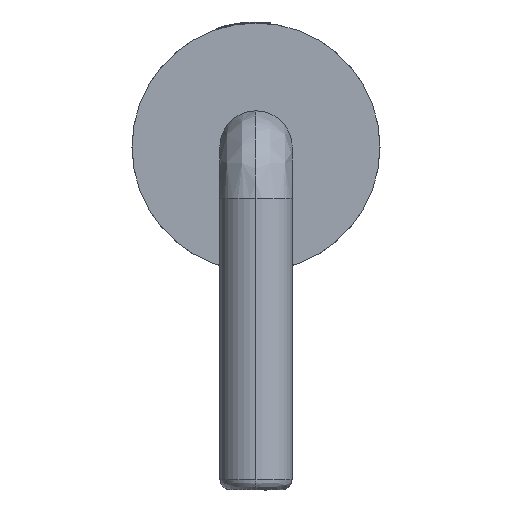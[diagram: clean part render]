
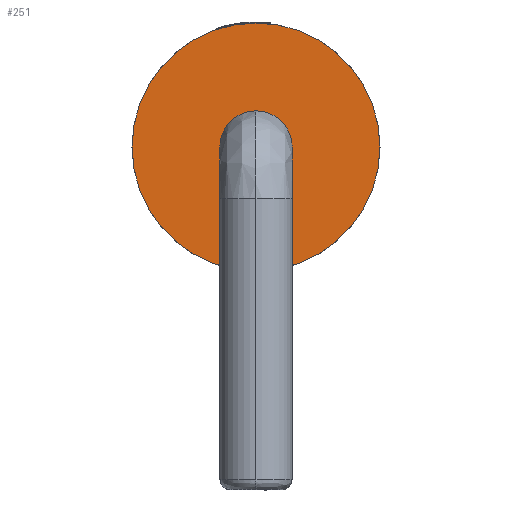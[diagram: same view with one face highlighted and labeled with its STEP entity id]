
A CAD part, left-side view. The second image highlights one B-rep face of the part: STEP entity #251.
In plain terms, the highlighted planar face has unit normal (-1, 0, 0).
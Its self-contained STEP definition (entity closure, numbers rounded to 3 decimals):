
#60 = VERTEX_POINT ( 'NONE', #2117 ) ;
#251 = ADVANCED_FACE ( 'NONE', ( #6379, #6437 ), #3194, .F. ) ;
#583 = DIRECTION ( 'NONE',  ( -1., 0., 0. ) ) ;
#649 = EDGE_LOOP ( 'NONE', ( #3429, #3381 ) ) ;
#940 = DIRECTION ( 'NONE',  ( 0., 0., 1. ) ) ;
#946 = DIRECTION ( 'NONE',  ( -1., 0., 0. ) ) ;
#956 = CARTESIAN_POINT ( 'NONE',  ( -2.5, 0., 1.32 ) ) ;
#1079 = DIRECTION ( 'NONE',  ( 1., 0., 0. ) ) ;
#1252 = DIRECTION ( 'NONE',  ( 0., 0., -1. ) ) ;
#1272 = DIRECTION ( 'NONE',  ( 1., 0., 0. ) ) ;
#1276 = CARTESIAN_POINT ( 'NONE',  ( -2.5, 0., 1.32 ) ) ;
#1349 = VERTEX_POINT ( 'NONE', #2355 ) ;
#1527 = CARTESIAN_POINT ( 'NONE',  ( -2.5, 0., 2.52 ) ) ;
#1722 = EDGE_CURVE ( 'NONE', #60, #6579, #4642, .T. ) ;
#1925 = EDGE_CURVE ( 'NONE', #1349, #5496, #4518, .T. ) ;
#2117 = CARTESIAN_POINT ( 'NONE',  ( -2.5, 0., 0.12 ) ) ;
#2355 = CARTESIAN_POINT ( 'NONE',  ( -2.5, 0., 1.67 ) ) ;
#2627 = AXIS2_PLACEMENT_3D ( 'NONE', #4161, #1079, #4738 ) ;
#2656 = DIRECTION ( 'NONE',  ( 0., 0., -1. ) ) ;
#2754 = AXIS2_PLACEMENT_3D ( 'NONE', #3583, #583, #4139 ) ;
#2824 = EDGE_CURVE ( 'NONE', #5496, #1349, #4247, .T. ) ;
#2917 = EDGE_CURVE ( 'NONE', #6579, #60, #4162, .T. ) ;
#2958 = DIRECTION ( 'NONE',  ( 1., 0., 0. ) ) ;
#2983 = CARTESIAN_POINT ( 'NONE',  ( -2.5, 0., 1.32 ) ) ;
#3120 = ORIENTED_EDGE ( 'NONE', *, *, #2917, .F. ) ;
#3194 = PLANE ( 'NONE',  #4564 ) ;
#3381 = ORIENTED_EDGE ( 'NONE', *, *, #2824, .F. ) ;
#3429 = ORIENTED_EDGE ( 'NONE', *, *, #1925, .F. ) ;
#3583 = CARTESIAN_POINT ( 'NONE',  ( -2.5, 0., 1.32 ) ) ;
#4123 = CARTESIAN_POINT ( 'NONE',  ( -2.5, 0., 0.97 ) ) ;
#4139 = DIRECTION ( 'NONE',  ( 0., 0., 1. ) ) ;
#4161 = CARTESIAN_POINT ( 'NONE',  ( -2.5, 0., 1.32 ) ) ;
#4162 = CIRCLE ( 'NONE', #2627, 1.2 ) ;
#4247 = CIRCLE ( 'NONE', #2754, 0.35 ) ;
#4518 = CIRCLE ( 'NONE', #4967, 0.35 ) ;
#4564 = AXIS2_PLACEMENT_3D ( 'NONE', #2983, #2958, #2656 ) ;
#4642 = CIRCLE ( 'NONE', #5296, 1.2 ) ;
#4686 = EDGE_LOOP ( 'NONE', ( #5242, #3120 ) ) ;
#4738 = DIRECTION ( 'NONE',  ( 0., 0., -1. ) ) ;
#4967 = AXIS2_PLACEMENT_3D ( 'NONE', #956, #946, #940 ) ;
#5242 = ORIENTED_EDGE ( 'NONE', *, *, #1722, .F. ) ;
#5296 = AXIS2_PLACEMENT_3D ( 'NONE', #1276, #1272, #1252 ) ;
#5496 = VERTEX_POINT ( 'NONE', #4123 ) ;
#6379 = FACE_BOUND ( 'NONE', #649, .T. ) ;
#6437 = FACE_OUTER_BOUND ( 'NONE', #4686, .T. ) ;
#6579 = VERTEX_POINT ( 'NONE', #1527 ) ;
